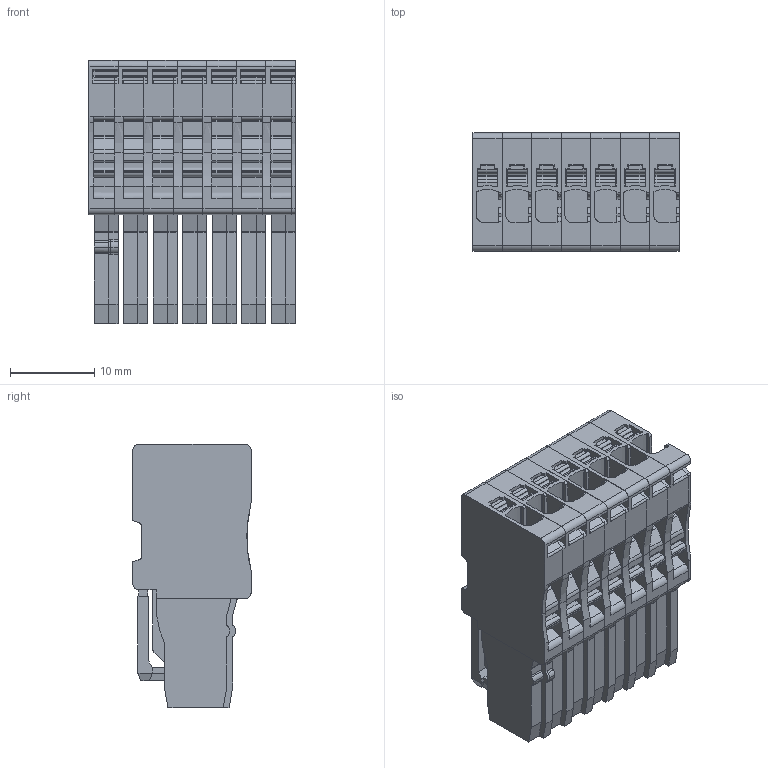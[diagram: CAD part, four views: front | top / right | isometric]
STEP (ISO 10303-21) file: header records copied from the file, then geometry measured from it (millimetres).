
FILE_DESCRIPTION(('CATIA V5 STEP Exchange','CAx-IF Rec.Pracs.--- Model Styling and Organization---1.4--- 2014-01-23'),'2;1');
FILE_NAME ('1206388-8_1', '2020-01-13T07:05:06+00:00', ('none'), ('Weidmueller'), 'CATIA Version 5-6 Release 2016 SP3 HF44', 'CATIA V5 STEP AP214', 'none');
FILE_SCHEMA(('AUTOMOTIVE_DESIGN { 1 0 10303 214 1 1 1 1 }'));
Products named in the file (1): 2719800000
Bounding box: 24.5 x 14 x 31.15 mm (x, y, z)
Volume: 6957.6 mm3; surface area: 10587 mm2
Topology: 15 solids, 15 shells, 2618 faces, 7678 edges, 5190 vertices
Faces by surface type: plane 1527, cylinder 1091
Entity records: 91962 total; most frequent: CARTESIAN_POINT 24044, ORIENTED_EDGE 15356, DIRECTION 11470, EDGE_CURVE 7678, VERTEX_POINT 5190, VECTOR 5155, LINE 5155, AXIS2_PLACEMENT_3D 3867
